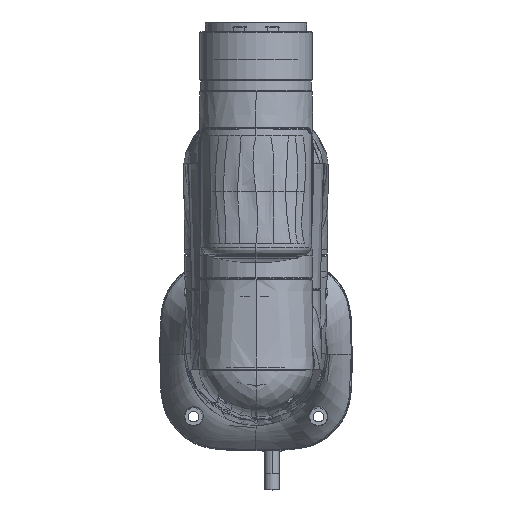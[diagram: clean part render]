
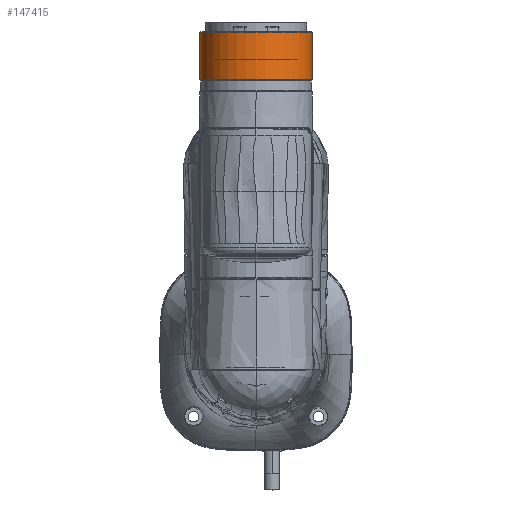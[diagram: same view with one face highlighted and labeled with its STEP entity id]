
A CAD part, top view. The second image highlights one B-rep face of the part: STEP entity #147415.
In plain terms, the highlighted cylindrical face has radius 35 mm (diameter 70 mm), a partial arc.
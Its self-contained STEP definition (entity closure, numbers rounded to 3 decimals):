
#145686=CARTESIAN_POINT('',(-15.7,0.,0.));
#145687=DIRECTION('',(1.,0.,0.));
#145688=DIRECTION('',(0.,1.,0.));
#145689=AXIS2_PLACEMENT_3D('',#145686,#145687,#145688);
#145691=CARTESIAN_POINT('',(-15.7,0.,0.));
#145692=DIRECTION('',(1.,0.,0.));
#145693=DIRECTION('',(0.,0.,1.));
#145694=AXIS2_PLACEMENT_3D('',#145691,#145692,#145693);
#145813=DIRECTION('',(-1.,0.,0.));
#145814=VECTOR('',#145813,29.4);
#145815=CARTESIAN_POINT('',(13.7,35.,0.));
#145816=LINE('',#145815,#145814);
#145940=CARTESIAN_POINT('',(13.7,0.,0.));
#145941=DIRECTION('',(-1.,0.,0.));
#145942=DIRECTION('',(0.,-1.,0.));
#145943=AXIS2_PLACEMENT_3D('',#145940,#145941,#145942);
#145945=CARTESIAN_POINT('',(13.7,0.,0.));
#145946=DIRECTION('',(-1.,0.,0.));
#145947=DIRECTION('',(0.,0.,1.));
#145948=AXIS2_PLACEMENT_3D('',#145945,#145946,#145947);
#145954=DIRECTION('',(-1.,0.,0.));
#145955=VECTOR('',#145954,29.4);
#145956=CARTESIAN_POINT('',(13.7,-35.,0.));
#145957=LINE('',#145956,#145955);
#146742=CARTESIAN_POINT('',(-15.7,35.,0.));
#146743=VERTEX_POINT('',#146742);
#146744=CARTESIAN_POINT('',(-15.7,0.,35.));
#146745=VERTEX_POINT('',#146744);
#146746=CARTESIAN_POINT('',(-15.7,-35.,0.));
#146747=VERTEX_POINT('',#146746);
#146774=CARTESIAN_POINT('',(13.7,-35.,0.));
#146776=VERTEX_POINT('',#146774);
#146777=CARTESIAN_POINT('',(13.7,35.,0.));
#146778=VERTEX_POINT('',#146777);
#146789=CARTESIAN_POINT('',(13.7,0.,35.));
#146790=VERTEX_POINT('',#146789);
#147402=CARTESIAN_POINT('',(15.8,0.,0.));
#147403=DIRECTION('',(-1.,0.,0.));
#147404=DIRECTION('',(0.,1.,0.));
#147405=AXIS2_PLACEMENT_3D('',#147402,#147403,#147404);
#147406=CYLINDRICAL_SURFACE('',#147405,35.);
#147407=ORIENTED_EDGE('',*,*,#147396,.F.);
#147408=ORIENTED_EDGE('',*,*,#147394,.F.);
#147409=ORIENTED_EDGE('',*,*,#147349,.T.);
#147410=ORIENTED_EDGE('',*,*,#147139,.F.);
#147411=ORIENTED_EDGE('',*,*,#147137,.F.);
#147412=ORIENTED_EDGE('',*,*,#147337,.F.);
#147413=EDGE_LOOP('',(#147407,#147408,#147409,#147410,#147411,#147412));
#147414=FACE_OUTER_BOUND('',#147413,.F.);
#147415=ADVANCED_FACE('',(#147414),#147406,.T.);
#145690=CIRCLE('',#145689,35.);
#145695=CIRCLE('',#145694,35.);
#145944=CIRCLE('',#145943,35.);
#145949=CIRCLE('',#145948,35.);
#147137=EDGE_CURVE('',#146743,#146745,#145690,.T.);
#147139=EDGE_CURVE('',#146745,#146747,#145695,.T.);
#147337=EDGE_CURVE('',#146778,#146743,#145816,.T.);
#147349=EDGE_CURVE('',#146776,#146747,#145957,.T.);
#147394=EDGE_CURVE('',#146776,#146790,#145944,.T.);
#147396=EDGE_CURVE('',#146790,#146778,#145949,.T.);
